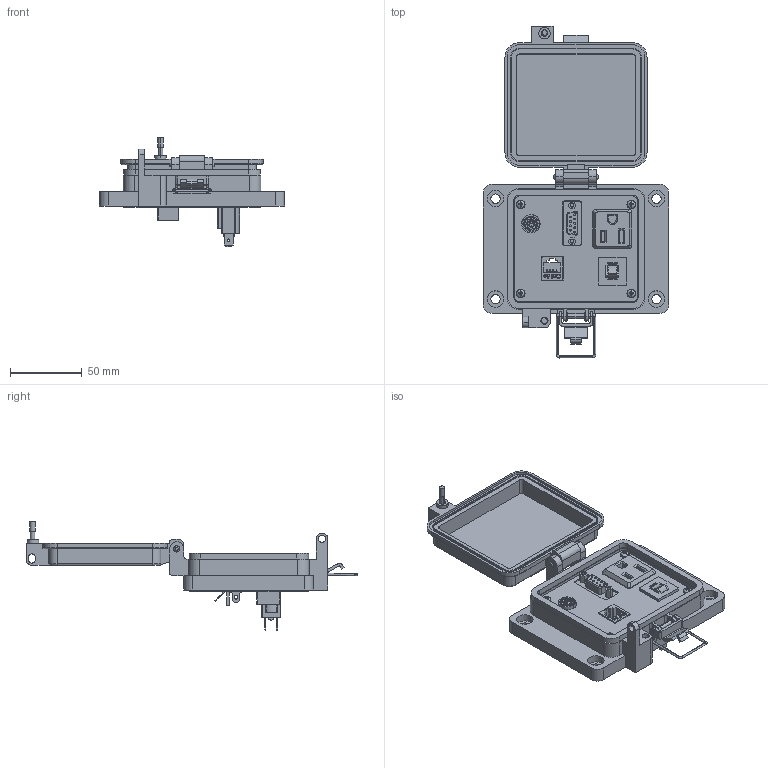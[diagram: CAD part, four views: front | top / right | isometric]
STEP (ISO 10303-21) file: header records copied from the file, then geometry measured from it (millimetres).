
FILE_DESCRIPTION (( 'STEP AP203' ), '1' );
FILE_NAME ('P-B9R2-K3R3_3D.STEP', '2021-03-12T15:49:10', ( '' ), ( '' ), 'SwSTEP 2.0', 'SolidWorks 2019', '' );
FILE_SCHEMA (( 'CONFIG_CONTROL_DESIGN' ));
Length unit declared in the file: millimetre
Products named in the file (20): Z-300-RJ45CAT5; 92005A124_METRIC PAN HEAD PHILLIPS MACHINE SCREW_92005A124; Z-CB-SM; Z-200-OTLT-R0SQ; P-B9R2-K3R3_BP240_1; B9; R2; Z-100-ABDH154_DBcon; Z-000-4243316TFP; CBX; P-B9R2-K3R3_FP060_1; Z-H-K3_B; P-B9R2-K3R3_TP060_1; Z-100-ABDH154NT; Z-500-2008; Z-100-ABDH154_PCB; R; Z-100-ABDH154_8PinMinDin; -K3; P-B9R2-K3R3_3D
Assembly tree (28 placements, depth 4):
  P-B9R2-K3R3_3D
    P-B9R2-K3R3_BP240_1
    P-B9R2-K3R3_TP060_1
    Z-000-4243316TFP  x6
    P-B9R2-K3R3_FP060_1
    B9
      Z-100-ABDH154NT
        Z-100-ABDH154_PCB
        Z-100-ABDH154_DBcon
        Z-100-ABDH154_8PinMinDin
      Z-500-2008  x2
    R
      Z-200-OTLT-R0SQ
    R2
      Z-300-RJ45CAT5
    CBX
      Z-CB-SM
    -K3
      Z-H-K3_B
    92005A124_METRIC PAN HEAD PHILLIPS MACHINE SCREW_92005A124  x4
Bounding box: 129 x 231.18 x 76.11 mm (x, y, z)
Volume: 186965.7 mm3; surface area: 121200.4 mm2
Topology: 31 solids, 31 shells, 2837 faces, 7755 edges, 5112 vertices
Faces by surface type: plane 1221, cylinder 1154, bspline 311, cone 111, torus 32, sphere 8
Entity records: 69466 total; most frequent: CARTESIAN_POINT 22009, ORIENTED_EDGE 9944, DIRECTION 8546, EDGE_CURVE 4972, VERTEX_POINT 3283, VECTOR 3086, LINE 3086, AXIS2_PLACEMENT_3D 2730
